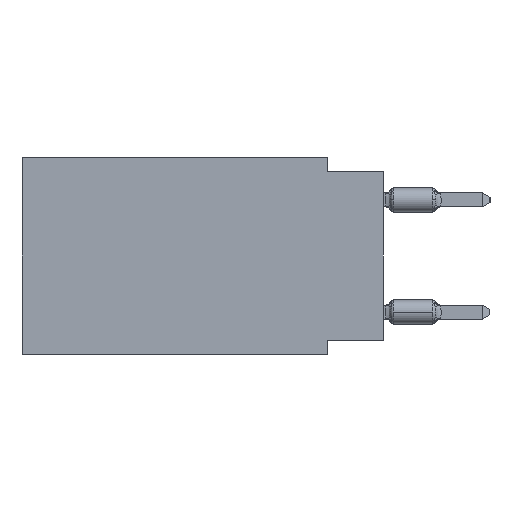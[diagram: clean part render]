
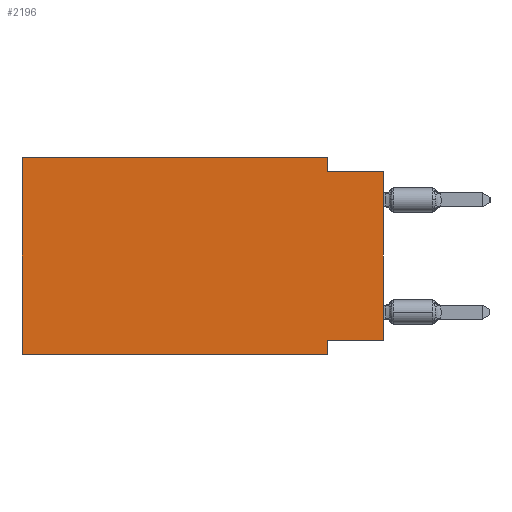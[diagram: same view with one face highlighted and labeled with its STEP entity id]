
A CAD part, left-side view. The second image highlights one B-rep face of the part: STEP entity #2196.
In plain terms, the highlighted planar face has unit normal (-1, 0, 0).
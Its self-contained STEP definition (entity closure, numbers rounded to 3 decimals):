
#348 = VERTEX_POINT ( 'NONE', #4060 ) ;
#2009 = CARTESIAN_POINT ( 'NONE',  ( 0., 2.54, -8.89 ) ) ;
#2196 = ADVANCED_FACE ( 'NONE', ( #19432 ), #31543, .F. ) ;
#3096 = LINE ( 'NONE', #41074, #39675 ) ;
#3687 = LINE ( 'NONE', #20827, #25574 ) ;
#4060 = CARTESIAN_POINT ( 'NONE',  ( 0., 16.383, -8.89 ) ) ;
#4504 = LINE ( 'NONE', #51743, #39122 ) ;
#6546 = EDGE_CURVE ( 'NONE', #348, #36676, #23041, .T. ) ;
#7937 = VECTOR ( 'NONE', #34493, 1000. ) ;
#9254 = CARTESIAN_POINT ( 'NONE',  ( 0., 2.54, 0. ) ) ;
#12047 = EDGE_CURVE ( 'NONE', #348, #37850, #4504, .T. ) ;
#12633 = DIRECTION ( 'NONE',  ( 0., -1., 0. ) ) ;
#12781 = VECTOR ( 'NONE', #48065, 1000. ) ;
#14491 = VECTOR ( 'NONE', #21641, 1000. ) ;
#14870 = CARTESIAN_POINT ( 'NONE',  ( 0., 16.383, 0. ) ) ;
#19432 = FACE_OUTER_BOUND ( 'NONE', #31562, .T. ) ;
#19716 = CARTESIAN_POINT ( 'NONE',  ( 0., 16.383, 0. ) ) ;
#20827 = CARTESIAN_POINT ( 'NONE',  ( 0., 16.383, 0. ) ) ;
#21277 = LINE ( 'NONE', #30557, #7937 ) ;
#21641 = DIRECTION ( 'NONE',  ( 0., 0., -1. ) ) ;
#21821 = ORIENTED_EDGE ( 'NONE', *, *, #12047, .T. ) ;
#23041 = LINE ( 'NONE', #14870, #12781 ) ;
#23647 = LINE ( 'NONE', #2009, #24032 ) ;
#24032 = VECTOR ( 'NONE', #36320, 1000. ) ;
#24392 = EDGE_CURVE ( 'NONE', #42333, #51522, #3096, .T. ) ;
#25574 = VECTOR ( 'NONE', #37986, 1000. ) ;
#25654 = ORIENTED_EDGE ( 'NONE', *, *, #39987, .T. ) ;
#26248 = DIRECTION ( 'NONE',  ( 0., -1., 0. ) ) ;
#27334 = EDGE_CURVE ( 'NONE', #36676, #33434, #3687, .T. ) ;
#28434 = CARTESIAN_POINT ( 'NONE',  ( 0., 0., -8.255 ) ) ;
#30492 = LINE ( 'NONE', #43414, #48384 ) ;
#30557 = CARTESIAN_POINT ( 'NONE',  ( 0., 0., 0. ) ) ;
#31543 = PLANE ( 'NONE',  #49860 ) ;
#31562 = EDGE_LOOP ( 'NONE', ( #25654, #49595, #49682, #38935, #32486, #21821, #37614, #34837 ) ) ;
#32486 = ORIENTED_EDGE ( 'NONE', *, *, #6546, .F. ) ;
#33434 = VERTEX_POINT ( 'NONE', #50857 ) ;
#34493 = DIRECTION ( 'NONE',  ( 0., 0., 1. ) ) ;
#34837 = ORIENTED_EDGE ( 'NONE', *, *, #24392, .F. ) ;
#36032 = DIRECTION ( 'NONE',  ( 1., 0., 0. ) ) ;
#36320 = DIRECTION ( 'NONE',  ( 0., 0., -1. ) ) ;
#36676 = VERTEX_POINT ( 'NONE', #48029 ) ;
#37614 = ORIENTED_EDGE ( 'NONE', *, *, #48695, .F. ) ;
#37850 = VERTEX_POINT ( 'NONE', #38295 ) ;
#37986 = DIRECTION ( 'NONE',  ( 0., -1., 0. ) ) ;
#38295 = CARTESIAN_POINT ( 'NONE',  ( 0., 2.54, -8.89 ) ) ;
#38935 = ORIENTED_EDGE ( 'NONE', *, *, #27334, .F. ) ;
#39122 = VECTOR ( 'NONE', #12633, 1000. ) ;
#39675 = VECTOR ( 'NONE', #50061, 1000. ) ;
#39987 = EDGE_CURVE ( 'NONE', #42333, #49093, #21277, .T. ) ;
#40414 = EDGE_CURVE ( 'NONE', #42675, #49093, #30492, .T. ) ;
#41049 = CARTESIAN_POINT ( 'NONE',  ( 0., 2.54, -8.255 ) ) ;
#41074 = CARTESIAN_POINT ( 'NONE',  ( 0., 0., -8.255 ) ) ;
#42333 = VERTEX_POINT ( 'NONE', #28434 ) ;
#42632 = EDGE_CURVE ( 'NONE', #33434, #42675, #43861, .T. ) ;
#42675 = VERTEX_POINT ( 'NONE', #44953 ) ;
#43414 = CARTESIAN_POINT ( 'NONE',  ( 0., 0., -0.635 ) ) ;
#43861 = LINE ( 'NONE', #9254, #14491 ) ;
#44953 = CARTESIAN_POINT ( 'NONE',  ( 0., 2.54, -0.635 ) ) ;
#45011 = DIRECTION ( 'NONE',  ( 0., 0., -1. ) ) ;
#48029 = CARTESIAN_POINT ( 'NONE',  ( 0., 16.383, 0. ) ) ;
#48065 = DIRECTION ( 'NONE',  ( 0., 0., 1. ) ) ;
#48384 = VECTOR ( 'NONE', #26248, 1000. ) ;
#48695 = EDGE_CURVE ( 'NONE', #51522, #37850, #23647, .T. ) ;
#48893 = CARTESIAN_POINT ( 'NONE',  ( 0., 0., -0.635 ) ) ;
#49093 = VERTEX_POINT ( 'NONE', #48893 ) ;
#49595 = ORIENTED_EDGE ( 'NONE', *, *, #40414, .F. ) ;
#49682 = ORIENTED_EDGE ( 'NONE', *, *, #42632, .F. ) ;
#49860 = AXIS2_PLACEMENT_3D ( 'NONE', #19716, #36032, #45011 ) ;
#50061 = DIRECTION ( 'NONE',  ( 0., 1., 0. ) ) ;
#50857 = CARTESIAN_POINT ( 'NONE',  ( 0., 2.54, 0. ) ) ;
#51522 = VERTEX_POINT ( 'NONE', #41049 ) ;
#51743 = CARTESIAN_POINT ( 'NONE',  ( 0., 16.383, -8.89 ) ) ;
